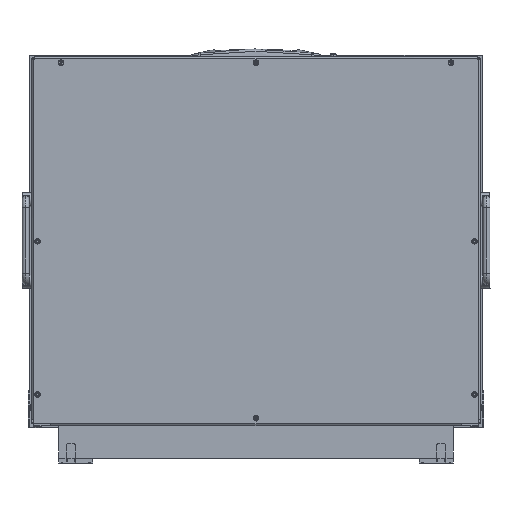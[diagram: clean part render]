
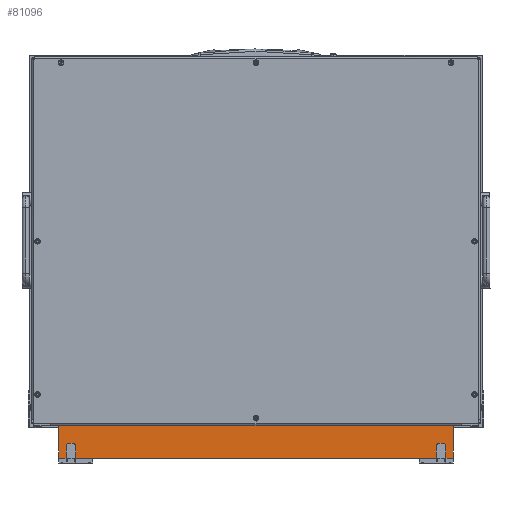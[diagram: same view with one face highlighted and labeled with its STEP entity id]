
A CAD part, front view. The second image highlights one B-rep face of the part: STEP entity #81096.
In plain terms, the highlighted planar face has unit normal (0, -1, 0).
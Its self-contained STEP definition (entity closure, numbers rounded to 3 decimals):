
#453 = DIRECTION ( 'NONE',  ( 0., 0., -1. ) ) ;
#548 = VERTEX_POINT ( 'NONE', #62608 ) ;
#2176 = ORIENTED_EDGE ( 'NONE', *, *, #17098, .F. ) ;
#2738 = CARTESIAN_POINT ( 'NONE',  ( -221., -4., 20. ) ) ;
#3452 = DIRECTION ( 'NONE',  ( 0., 0., 1. ) ) ;
#4183 = EDGE_CURVE ( 'NONE', #34054, #66245, #53053, .T. ) ;
#4778 = CARTESIAN_POINT ( 'NONE',  ( 224., -4., 2. ) ) ;
#5531 = EDGE_CURVE ( 'NONE', #29377, #34054, #71050, .T. ) ;
#6128 = CARTESIAN_POINT ( 'NONE',  ( 224., -4., 5. ) ) ;
#6649 = AXIS2_PLACEMENT_3D ( 'NONE', #31728, #36965, #57791 ) ;
#8172 = DIRECTION ( 'NONE',  ( 0., 0., -1. ) ) ;
#9630 = CARTESIAN_POINT ( 'NONE',  ( 230., -4., 5. ) ) ;
#9736 = LINE ( 'NONE', #57021, #63699 ) ;
#10432 = EDGE_CURVE ( 'NONE', #72029, #63829, #19962, .T. ) ;
#11448 = AXIS2_PLACEMENT_3D ( 'NONE', #9630, #28702, #28276 ) ;
#12160 = VECTOR ( 'NONE', #58859, 1000. ) ;
#13146 = LINE ( 'NONE', #24889, #58501 ) ;
#13214 = VECTOR ( 'NONE', #62279, 1000. ) ;
#14205 = DIRECTION ( 'NONE',  ( 0., 0., 1. ) ) ;
#14907 = ORIENTED_EDGE ( 'NONE', *, *, #28815, .T. ) ;
#15598 = EDGE_CURVE ( 'NONE', #28770, #65431, #19105, .T. ) ;
#16848 = CARTESIAN_POINT ( 'NONE',  ( 242., -4., -20. ) ) ;
#17098 = EDGE_CURVE ( 'NONE', #63829, #30095, #40205, .T. ) ;
#18989 = DIRECTION ( 'NONE',  ( -1., 0., 0. ) ) ;
#19105 = CIRCLE ( 'NONE', #6649, 3. ) ;
#19191 = ORIENTED_EDGE ( 'NONE', *, *, #74923, .T. ) ;
#19597 = DIRECTION ( 'NONE',  ( 0., 1., 0. ) ) ;
#19962 = LINE ( 'NONE', #46393, #45449 ) ;
#21678 = ORIENTED_EDGE ( 'NONE', *, *, #5531, .T. ) ;
#23069 = FACE_OUTER_BOUND ( 'NONE', #74197, .T. ) ;
#24012 = VERTEX_POINT ( 'NONE', #66121 ) ;
#24424 = VECTOR ( 'NONE', #84856, 1000. ) ;
#24889 = CARTESIAN_POINT ( 'NONE',  ( -230., -4., 2. ) ) ;
#26868 = CIRCLE ( 'NONE', #51820, 3. ) ;
#26878 = DIRECTION ( 'NONE',  ( 0., 0., -1. ) ) ;
#27035 = CARTESIAN_POINT ( 'NONE',  ( -233., -4., 20. ) ) ;
#27631 = VERTEX_POINT ( 'NONE', #54466 ) ;
#28170 = ORIENTED_EDGE ( 'NONE', *, *, #10432, .F. ) ;
#28276 = DIRECTION ( 'NONE',  ( 0., 0., 1. ) ) ;
#28702 = DIRECTION ( 'NONE',  ( 0., 1., 0. ) ) ;
#28770 = VERTEX_POINT ( 'NONE', #69972 ) ;
#28815 = EDGE_CURVE ( 'NONE', #27631, #29377, #45611, .T. ) ;
#29106 = VECTOR ( 'NONE', #73505, 1000. ) ;
#29182 = DIRECTION ( 'NONE',  ( 0., 0., -1. ) ) ;
#29377 = VERTEX_POINT ( 'NONE', #70505 ) ;
#29409 = CARTESIAN_POINT ( 'NONE',  ( -242., -4., 20. ) ) ;
#30095 = VERTEX_POINT ( 'NONE', #61620 ) ;
#30634 = EDGE_CURVE ( 'NONE', #84922, #82030, #82807, .T. ) ;
#30722 = AXIS2_PLACEMENT_3D ( 'NONE', #6128, #19597, #44736 ) ;
#30940 = LINE ( 'NONE', #49616, #13214 ) ;
#31310 = CARTESIAN_POINT ( 'NONE',  ( -224., -4., 2. ) ) ;
#31728 = CARTESIAN_POINT ( 'NONE',  ( -224., -4., 5. ) ) ;
#34054 = VERTEX_POINT ( 'NONE', #37430 ) ;
#34896 = CARTESIAN_POINT ( 'NONE',  ( -233., -4., 5. ) ) ;
#36138 = ORIENTED_EDGE ( 'NONE', *, *, #70374, .T. ) ;
#36432 = LINE ( 'NONE', #62939, #73302 ) ;
#36791 = VECTOR ( 'NONE', #29182, 1000. ) ;
#36965 = DIRECTION ( 'NONE',  ( 0., 1., 0. ) ) ;
#37430 = CARTESIAN_POINT ( 'NONE',  ( 230., -4., 2. ) ) ;
#38686 = DIRECTION ( 'NONE',  ( 0., 0., -1. ) ) ;
#38804 = ORIENTED_EDGE ( 'NONE', *, *, #57724, .F. ) ;
#39718 = EDGE_CURVE ( 'NONE', #56253, #82030, #53235, .T. ) ;
#39839 = PLANE ( 'NONE',  #60516 ) ;
#40205 = LINE ( 'NONE', #66730, #48368 ) ;
#41397 = EDGE_CURVE ( 'NONE', #65431, #57605, #13146, .T. ) ;
#42350 = EDGE_CURVE ( 'NONE', #24012, #548, #30940, .T. ) ;
#44736 = DIRECTION ( 'NONE',  ( 0., 0., 1. ) ) ;
#45449 = VECTOR ( 'NONE', #26878, 1000. ) ;
#45611 = LINE ( 'NONE', #59531, #49093 ) ;
#45823 = CARTESIAN_POINT ( 'NONE',  ( 221., -4., 20. ) ) ;
#45920 = CARTESIAN_POINT ( 'NONE',  ( 242., -4., -20. ) ) ;
#45972 = CIRCLE ( 'NONE', #30722, 3. ) ;
#46393 = CARTESIAN_POINT ( 'NONE',  ( 242., -4., 20. ) ) ;
#48368 = VECTOR ( 'NONE', #18989, 1000. ) ;
#49093 = VECTOR ( 'NONE', #38686, 1000. ) ;
#49616 = CARTESIAN_POINT ( 'NONE',  ( -242., -4., 20. ) ) ;
#50882 = DIRECTION ( 'NONE',  ( -1., 0., 0. ) ) ;
#51263 = VERTEX_POINT ( 'NONE', #77719 ) ;
#51820 = AXIS2_PLACEMENT_3D ( 'NONE', #81676, #81223, #453 ) ;
#53053 = LINE ( 'NONE', #72202, #29106 ) ;
#53235 = LINE ( 'NONE', #54108, #54338 ) ;
#54108 = CARTESIAN_POINT ( 'NONE',  ( -233., -4., 20. ) ) ;
#54338 = VECTOR ( 'NONE', #14205, 1000. ) ;
#54466 = CARTESIAN_POINT ( 'NONE',  ( 233., -4., 20. ) ) ;
#56253 = VERTEX_POINT ( 'NONE', #34896 ) ;
#57021 = CARTESIAN_POINT ( 'NONE',  ( -242., -4., 20. ) ) ;
#57605 = VERTEX_POINT ( 'NONE', #76602 ) ;
#57724 = EDGE_CURVE ( 'NONE', #27631, #72029, #9736, .T. ) ;
#57791 = DIRECTION ( 'NONE',  ( 0., 0., -1. ) ) ;
#58501 = VECTOR ( 'NONE', #50882, 1000. ) ;
#58859 = DIRECTION ( 'NONE',  ( 0., 0., 1. ) ) ;
#59531 = CARTESIAN_POINT ( 'NONE',  ( 233., -4., 20. ) ) ;
#60127 = ORIENTED_EDGE ( 'NONE', *, *, #4183, .T. ) ;
#60516 = AXIS2_PLACEMENT_3D ( 'NONE', #45920, #66370, #8172 ) ;
#61620 = CARTESIAN_POINT ( 'NONE',  ( -242., -4., -20. ) ) ;
#62063 = EDGE_CURVE ( 'NONE', #66245, #51263, #45972, .T. ) ;
#62223 = LINE ( 'NONE', #2738, #36791 ) ;
#62279 = DIRECTION ( 'NONE',  ( 1., 0., 0. ) ) ;
#62608 = CARTESIAN_POINT ( 'NONE',  ( 221., -4., 20. ) ) ;
#62939 = CARTESIAN_POINT ( 'NONE',  ( -242., -4., 20. ) ) ;
#63699 = VECTOR ( 'NONE', #83566, 1000. ) ;
#63829 = VERTEX_POINT ( 'NONE', #16848 ) ;
#65385 = EDGE_CURVE ( 'NONE', #24012, #28770, #62223, .T. ) ;
#65431 = VERTEX_POINT ( 'NONE', #31310 ) ;
#65499 = ORIENTED_EDGE ( 'NONE', *, *, #82681, .F. ) ;
#66121 = CARTESIAN_POINT ( 'NONE',  ( -221., -4., 20. ) ) ;
#66245 = VERTEX_POINT ( 'NONE', #4778 ) ;
#66370 = DIRECTION ( 'NONE',  ( 0., -1., 0. ) ) ;
#66730 = CARTESIAN_POINT ( 'NONE',  ( -242., -4., -20. ) ) ;
#68679 = ORIENTED_EDGE ( 'NONE', *, *, #41397, .T. ) ;
#69322 = CARTESIAN_POINT ( 'NONE',  ( -242., -4., 20. ) ) ;
#69972 = CARTESIAN_POINT ( 'NONE',  ( -221., -4., 5. ) ) ;
#70014 = ORIENTED_EDGE ( 'NONE', *, *, #65385, .T. ) ;
#70374 = EDGE_CURVE ( 'NONE', #57605, #56253, #26868, .T. ) ;
#70505 = CARTESIAN_POINT ( 'NONE',  ( 233., -4., 5. ) ) ;
#71050 = CIRCLE ( 'NONE', #11448, 3. ) ;
#71856 = ORIENTED_EDGE ( 'NONE', *, *, #30634, .F. ) ;
#71918 = LINE ( 'NONE', #45823, #12160 ) ;
#72029 = VERTEX_POINT ( 'NONE', #75040 ) ;
#72202 = CARTESIAN_POINT ( 'NONE',  ( 230., -4., 2. ) ) ;
#73302 = VECTOR ( 'NONE', #3452, 1000. ) ;
#73505 = DIRECTION ( 'NONE',  ( -1., 0., 0. ) ) ;
#74197 = EDGE_LOOP ( 'NONE', ( #82236, #71856, #65499, #2176, #28170, #38804, #14907, #21678, #60127, #83339, #19191, #82949, #70014, #77836, #68679, #36138 ) ) ;
#74923 = EDGE_CURVE ( 'NONE', #51263, #548, #71918, .T. ) ;
#75040 = CARTESIAN_POINT ( 'NONE',  ( 242., -4., 20. ) ) ;
#76602 = CARTESIAN_POINT ( 'NONE',  ( -230., -4., 2. ) ) ;
#77719 = CARTESIAN_POINT ( 'NONE',  ( 221., -4., 5. ) ) ;
#77836 = ORIENTED_EDGE ( 'NONE', *, *, #15598, .T. ) ;
#81096 = ADVANCED_FACE ( 'NONE', ( #23069 ), #39839, .T. ) ;
#81223 = DIRECTION ( 'NONE',  ( 0., 1., 0. ) ) ;
#81676 = CARTESIAN_POINT ( 'NONE',  ( -230., -4., 5. ) ) ;
#82030 = VERTEX_POINT ( 'NONE', #27035 ) ;
#82236 = ORIENTED_EDGE ( 'NONE', *, *, #39718, .T. ) ;
#82681 = EDGE_CURVE ( 'NONE', #30095, #84922, #36432, .T. ) ;
#82807 = LINE ( 'NONE', #69322, #24424 ) ;
#82949 = ORIENTED_EDGE ( 'NONE', *, *, #42350, .F. ) ;
#83339 = ORIENTED_EDGE ( 'NONE', *, *, #62063, .T. ) ;
#83566 = DIRECTION ( 'NONE',  ( 1., 0., 0. ) ) ;
#84856 = DIRECTION ( 'NONE',  ( 1., 0., 0. ) ) ;
#84922 = VERTEX_POINT ( 'NONE', #29409 ) ;
